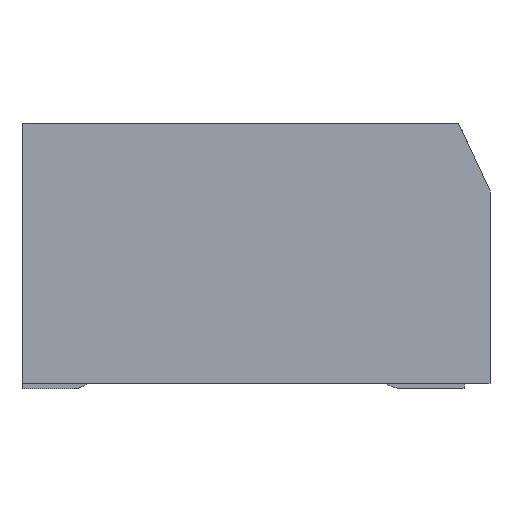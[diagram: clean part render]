
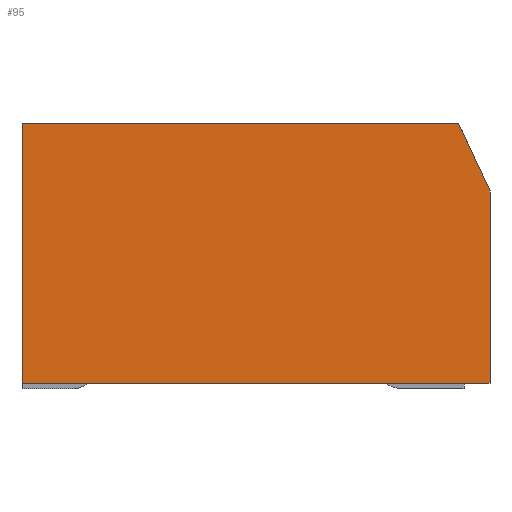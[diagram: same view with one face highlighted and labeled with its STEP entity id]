
A CAD part, left-side view. The second image highlights one B-rep face of the part: STEP entity #95.
In plain terms, the highlighted planar face has unit normal (-1, 0, 0).
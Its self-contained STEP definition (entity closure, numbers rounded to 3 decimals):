
#95 = ADVANCED_FACE('',(#96),#138,.F.);
#96 = FACE_BOUND('',#97,.T.);
#97 = EDGE_LOOP('',(#98,#108,#116,#124,#132));
#98 = ORIENTED_EDGE('',*,*,#99,.F.);
#99 = EDGE_CURVE('',#100,#102,#104,.T.);
#100 = VERTEX_POINT('',#101);
#101 = CARTESIAN_POINT('',(-1.25,4.55,0.1));
#102 = VERTEX_POINT('',#103);
#103 = CARTESIAN_POINT('',(-1.25,4.55,5.1));
#104 = LINE('',#105,#106);
#105 = CARTESIAN_POINT('',(-1.25,4.55,2.6));
#106 = VECTOR('',#107,1.);
#107 = DIRECTION('',(0.,0.,1.));
#108 = ORIENTED_EDGE('',*,*,#109,.F.);
#109 = EDGE_CURVE('',#110,#100,#112,.T.);
#110 = VERTEX_POINT('',#111);
#111 = CARTESIAN_POINT('',(-1.25,-4.45,0.1));
#112 = LINE('',#113,#114);
#113 = CARTESIAN_POINT('',(-1.25,0.05,0.1
    ));
#114 = VECTOR('',#115,1.);
#115 = DIRECTION('',(0.,1.,0.));
#116 = ORIENTED_EDGE('',*,*,#117,.F.);
#117 = EDGE_CURVE('',#118,#110,#120,.T.);
#118 = VERTEX_POINT('',#119);
#119 = CARTESIAN_POINT('',(-1.25,-4.45,3.8));
#120 = LINE('',#121,#122);
#121 = CARTESIAN_POINT('',(-1.25,-4.45,2.6));
#122 = VECTOR('',#123,1.);
#123 = DIRECTION('',(0.,0.,-1.));
#124 = ORIENTED_EDGE('',*,*,#125,.F.);
#125 = EDGE_CURVE('',#126,#118,#128,.T.);
#126 = VERTEX_POINT('',#127);
#127 = CARTESIAN_POINT('',(-1.25,-3.844,5.1));
#128 = LINE('',#129,#130);
#129 = CARTESIAN_POINT('',(-1.25,-4.147,4.45));
#130 = VECTOR('',#131,1.);
#131 = DIRECTION('',(0.,-0.423,-0.906));
#132 = ORIENTED_EDGE('',*,*,#133,.F.);
#133 = EDGE_CURVE('',#102,#126,#134,.T.);
#134 = LINE('',#135,#136);
#135 = CARTESIAN_POINT('',(-1.25,0.05,5.1));
#136 = VECTOR('',#137,1.);
#137 = DIRECTION('',(0.,-1.,0.));
#138 = PLANE('',#139);
#139 = AXIS2_PLACEMENT_3D('',#140,#141,#142);
#140 = CARTESIAN_POINT('',(-1.25,0.05,2.6));
#141 = DIRECTION('',(1.,0.,0.));
#142 = DIRECTION('',(0.,1.,0.));
